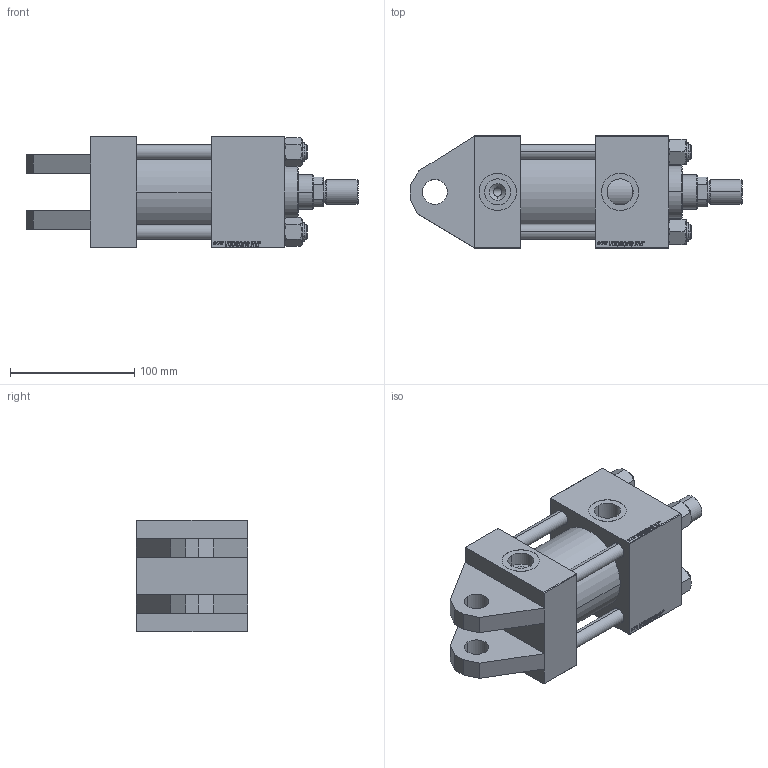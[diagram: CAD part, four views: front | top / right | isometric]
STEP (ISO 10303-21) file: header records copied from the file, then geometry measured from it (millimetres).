
FILE_DESCRIPTION (( 'STEP AP203' ), '1' );
FILE_NAME ('cf8c.STEP', '2022-04-15T09:25:30', ( '' ), ( '' ), 'SwSTEP 2.0', 'SolidWorks 2019', '' );
FILE_SCHEMA (( 'CONFIG_CONTROL_DESIGN' ));
Length unit declared in the file: millimetre
Products named in the file (7): ROD_END_AH 7d61f91128c0f311ffc6440deab065e1; V215CR_VCP_H 7d61f91128c0f311ffc6440deab065e1; V215CR_TYCINKA_H 7d61f91128c0f311ffc6440deab065e1; cf8c; V215_VC_A 7d61f91128c0f311ffc6440deab065e1; NUT_M5_H 7d61f91128c0f311ffc6440deab065e1; V215CR_H_Body 7d61f91128c0f311ffc6440deab065e1
Assembly tree (12 placements, depth 2):
  cf8c
    V215CR_H_Body 7d61f91128c0f311ffc6440deab065e1
    V215CR_VCP_H 7d61f91128c0f311ffc6440deab065e1
    V215CR_TYCINKA_H 7d61f91128c0f311ffc6440deab065e1  x4
    NUT_M5_H 7d61f91128c0f311ffc6440deab065e1  x4
    V215_VC_A 7d61f91128c0f311ffc6440deab065e1
    ROD_END_AH 7d61f91128c0f311ffc6440deab065e1
Bounding box: 267 x 90 x 90 mm (x, y, z)
Volume: 1048656 mm3; surface area: 199493.7 mm2
Topology: 12 solids, 12 shells, 1143 faces, 2868 edges, 1859 vertices
Faces by surface type: plane 522, bspline 392, cone 132, cylinder 87, torus 10
Entity records: 50232 total; most frequent: CARTESIAN_POINT 27099, ORIENTED_EDGE 5228, DIRECTION 3290, EDGE_CURVE 2614, VERTEX_POINT 1715, LINE 1580, VECTOR 1580, EDGE_LOOP 1149
